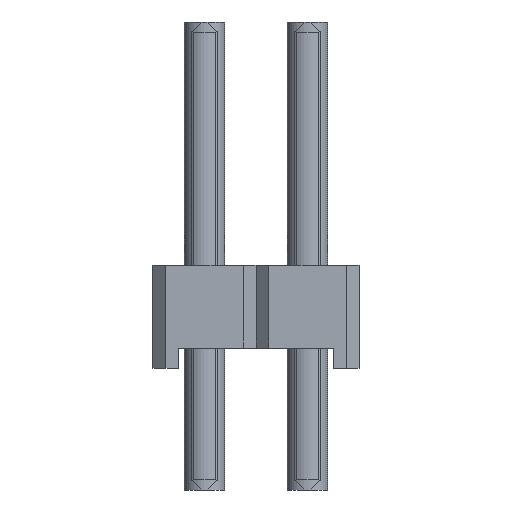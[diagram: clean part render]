
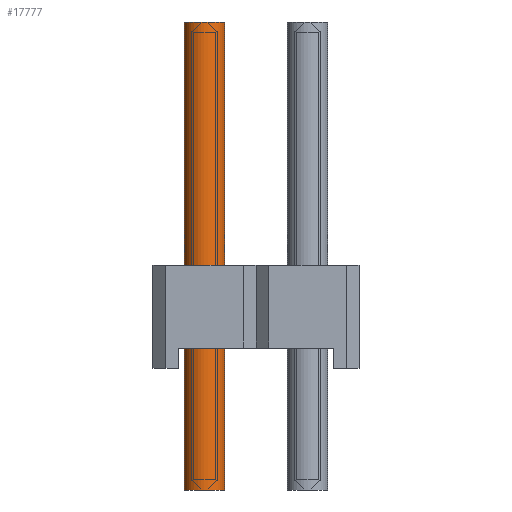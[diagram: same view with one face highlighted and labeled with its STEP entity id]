
A CAD part, left-side view. The second image highlights one B-rep face of the part: STEP entity #17777.
In plain terms, the highlighted cylindrical face has radius 0.5 mm (diameter 1 mm), a full revolution.
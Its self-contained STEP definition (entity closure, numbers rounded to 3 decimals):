
#335=CIRCLE('',#18720,0.5);
#336=CIRCLE('',#18721,0.5);
#972=CYLINDRICAL_SURFACE('',#18719,0.5);
#1397=ORIENTED_EDGE('',*,*,#6667,.F.);
#1398=ORIENTED_EDGE('',*,*,#6668,.T.);
#6667=EDGE_CURVE('',#9311,#9311,#335,.T.);
#6668=EDGE_CURVE('',#9312,#9312,#336,.T.);
#9311=VERTEX_POINT('',#25642);
#9312=VERTEX_POINT('',#25644);
#15107=EDGE_LOOP('',(#1397));
#15108=EDGE_LOOP('',(#1398));
#16155=FACE_BOUND('',#15107,.T.);
#16156=FACE_BOUND('',#15108,.T.);
#17777=ADVANCED_FACE('',(#16155,#16156),#972,.F.);
#18719=AXIS2_PLACEMENT_3D('',#25640,#20399,#20400);
#18720=AXIS2_PLACEMENT_3D('',#25641,#20401,#20402);
#18721=AXIS2_PLACEMENT_3D('',#25643,#20403,#20404);
#20399=DIRECTION('',(0.,0.,1.));
#20400=DIRECTION('',(1.,0.,0.));
#20401=DIRECTION('',(0.,0.,-1.));
#20402=DIRECTION('',(1.,0.,0.));
#20403=DIRECTION('',(0.,0.,-1.));
#20404=DIRECTION('',(1.,0.,0.));
#25640=CARTESIAN_POINT('',(0.,0.,0.));
#25641=CARTESIAN_POINT('',(0.,0.,11.54));
#25642=CARTESIAN_POINT('',(0.5,0.,11.54));
#25643=CARTESIAN_POINT('',(0.,0.,0.));
#25644=CARTESIAN_POINT('',(0.5,0.,0.));
